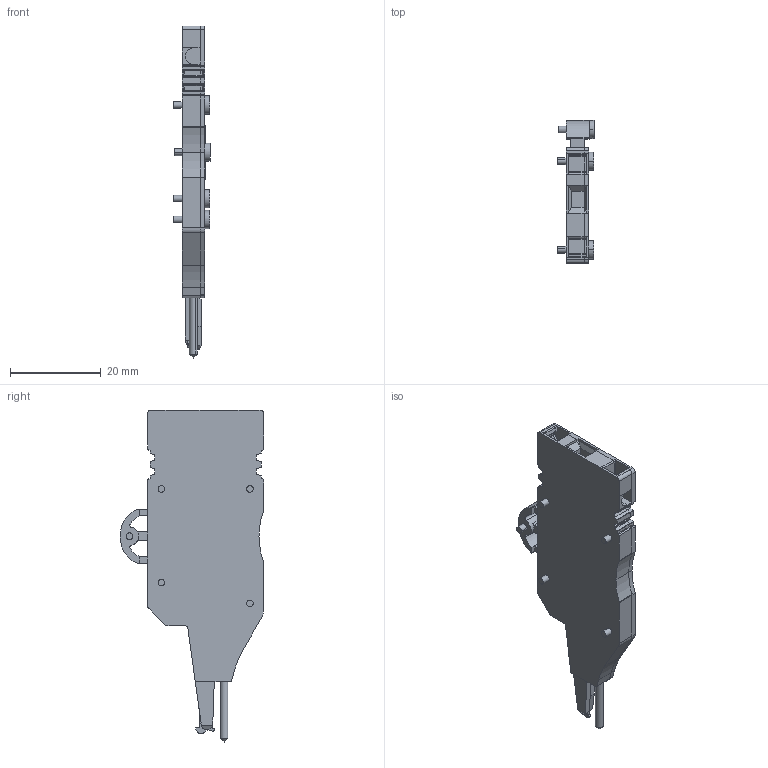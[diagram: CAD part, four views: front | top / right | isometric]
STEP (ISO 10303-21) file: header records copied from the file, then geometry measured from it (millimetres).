
FILE_DESCRIPTION(('CATIA V5R22 STEP214','CAx-IF Rec.Pracs.--- Model Styling and Organization---1.4--- 2014-01-23'),'2;1');
FILE_NAME ('021324-2_0', '2021-06-10T06:45:48+00:00', ('Weidmueller Interface'), ('Weidmueller'), 'CATIA Version 5-6 Release 2016 SP3 HF44', 'CATIA V5 STEP AP214', 'none');
FILE_SCHEMA(('AUTOMOTIVE_DESIGN { 1 0 10303 214 1 1 1 1 }'));
Length unit declared in the file: millimetre
Products named in the file (1): SZGR ZTA6/ZA_AllCATPart
Bounding box: 8 x 31.5 x 73.1 mm (x, y, z)
Volume: 6654 mm3; surface area: 7131.2 mm2
Topology: 5 solids, 5 shells, 436 faces, 1202 edges, 790 vertices
Faces by surface type: plane 289, cylinder 143, cone 4
Entity records: 13106 total; most frequent: ORIENTED_EDGE 2400, CARTESIAN_POINT 2356, DIRECTION 1869, EDGE_CURVE 1200, VECTOR 896, LINE 896, VERTEX_POINT 790, AXIS2_PLACEMENT_3D 637
